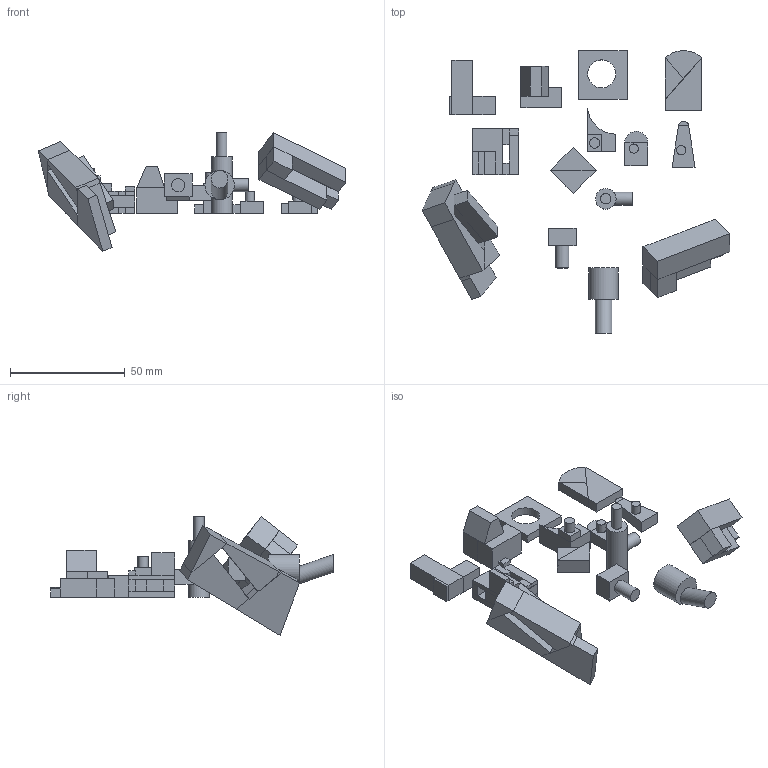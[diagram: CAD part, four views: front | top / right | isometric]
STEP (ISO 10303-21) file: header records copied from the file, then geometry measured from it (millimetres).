
FILE_DESCRIPTION(('Open CASCADE Model'),'2;1');
FILE_NAME('Open CASCADE Shape Model','2022-05-11T13:38:44',('Author'),( 'Open CASCADE'),'Open CASCADE STEP processor 7.5','Open CASCADE 7.5' ,'Unknown');
FILE_SCHEMA(('AUTOMOTIVE_DESIGN { 1 0 10303 214 1 1 1 1 }'));
Length unit declared in the file: millimetre
Products named in the file (28): Component2; COMPOUND; Design100; Component3; Design2; Design3; Design12; small_angle_cylinder; Design1; Design101; CylBox; narrow_cylinder; CylCyl_oblique; Component1; CylCyl_90
Assembly tree (14 placements, depth 2):
  Component2
    COMPOUND
  Design100
    COMPOUND
  Component3
    COMPOUND
  Design2
    COMPOUND
  Design3
    COMPOUND
Bounding box: 133.83 x 122.81 x 51.61 mm (x, y, z)
Volume: 40801.1 mm3; surface area: 27083 mm2
Topology: 54 solids, 54 shells, 342 faces, 695 edges, 468 vertices
Faces by surface type: plane 328, cylinder 14
Full cylindrical faces by diameter (mm): 4 x2, 4.472 x2, 5.769 x2, 7.211 x1, 8.944 x1, 12.166 x1, 12.806 x1
Entity records: 17930 total; most frequent: CARTESIAN_POINT 3805, DIRECTION 2293, LINE 1486, VECTOR 1486, ORIENTED_EDGE 1390, PCURVE 1390, DEFINITIONAL_REPRESENTATION 1390, EDGE_CURVE 695
